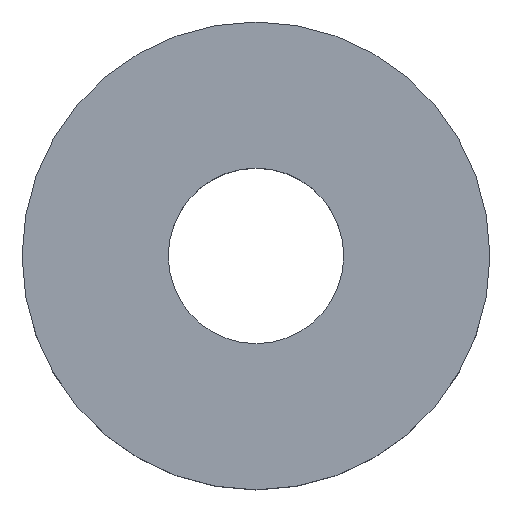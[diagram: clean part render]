
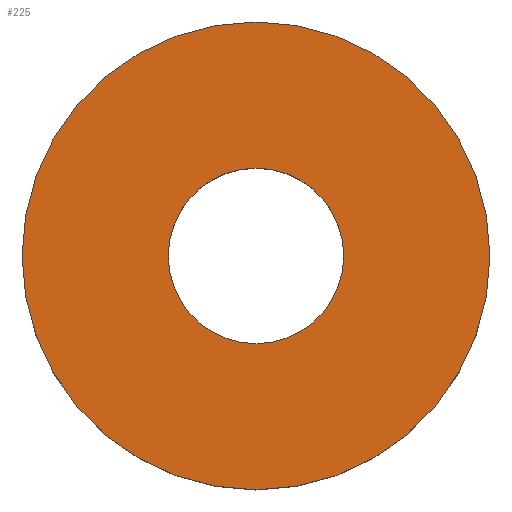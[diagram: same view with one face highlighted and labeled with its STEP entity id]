
A CAD part, top view. The second image highlights one B-rep face of the part: STEP entity #225.
In plain terms, the highlighted planar face has unit normal (0, 0, 1).
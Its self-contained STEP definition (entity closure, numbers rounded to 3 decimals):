
#6 = AXIS2_PLACEMENT_3D ( 'NONE', #67, #86, #102 ) ;
#20 = AXIS2_PLACEMENT_3D ( 'NONE', #238, #195, #101 ) ;
#25 = EDGE_LOOP ( 'NONE', ( #208, #193 ) ) ;
#37 = VERTEX_POINT ( 'NONE', #88 ) ;
#45 = DIRECTION ( 'NONE',  ( 0., 0., 1. ) ) ;
#47 = DIRECTION ( 'NONE',  ( 1., 0., 0. ) ) ;
#54 = EDGE_CURVE ( 'NONE', #37, #120, #233, .T. ) ;
#67 = CARTESIAN_POINT ( 'NONE',  ( 0., 0., 3.5 ) ) ;
#74 = AXIS2_PLACEMENT_3D ( 'NONE', #240, #45, #47 ) ;
#82 = EDGE_LOOP ( 'NONE', ( #230, #172 ) ) ;
#86 = DIRECTION ( 'NONE',  ( 0., 0., 1. ) ) ;
#88 = CARTESIAN_POINT ( 'NONE',  ( -3., 0., 3.5 ) ) ;
#90 = CIRCLE ( 'NONE', #229, 8. ) ;
#93 = DIRECTION ( 'NONE',  ( 1., 0., 0. ) ) ;
#101 = DIRECTION ( 'NONE',  ( 1., 0., 0. ) ) ;
#102 = DIRECTION ( 'NONE',  ( 1., 0., 0. ) ) ;
#105 = CARTESIAN_POINT ( 'NONE',  ( 3., 0., 3.5 ) ) ;
#107 = PLANE ( 'NONE',  #194 ) ;
#108 = FACE_BOUND ( 'NONE', #82, .T. ) ;
#109 = DIRECTION ( 'NONE',  ( 0., 0., 1. ) ) ;
#112 = EDGE_CURVE ( 'NONE', #174, #235, #115, .T. ) ;
#115 = CIRCLE ( 'NONE', #6, 8. ) ;
#120 = VERTEX_POINT ( 'NONE', #105 ) ;
#126 = FACE_OUTER_BOUND ( 'NONE', #25, .T. ) ;
#150 = CARTESIAN_POINT ( 'NONE',  ( 0., 0., 3.5 ) ) ;
#160 = CARTESIAN_POINT ( 'NONE',  ( 0., 0., 3.5 ) ) ;
#172 = ORIENTED_EDGE ( 'NONE', *, *, #196, .F. ) ;
#174 = VERTEX_POINT ( 'NONE', #218 ) ;
#193 = ORIENTED_EDGE ( 'NONE', *, *, #112, .T. ) ;
#194 = AXIS2_PLACEMENT_3D ( 'NONE', #160, #222, #93 ) ;
#195 = DIRECTION ( 'NONE',  ( 0., 0., 1. ) ) ;
#196 = EDGE_CURVE ( 'NONE', #120, #37, #207, .T. ) ;
#207 = CIRCLE ( 'NONE', #74, 3. ) ;
#208 = ORIENTED_EDGE ( 'NONE', *, *, #243, .T. ) ;
#218 = CARTESIAN_POINT ( 'NONE',  ( 8., 0., 3.5 ) ) ;
#222 = DIRECTION ( 'NONE',  ( 0., 0., 1. ) ) ;
#225 = ADVANCED_FACE ( 'NONE', ( #108, #126 ), #107, .T. ) ;
#226 = DIRECTION ( 'NONE',  ( 1., 0., 0. ) ) ;
#229 = AXIS2_PLACEMENT_3D ( 'NONE', #150, #109, #226 ) ;
#230 = ORIENTED_EDGE ( 'NONE', *, *, #54, .F. ) ;
#233 = CIRCLE ( 'NONE', #20, 3. ) ;
#235 = VERTEX_POINT ( 'NONE', #244 ) ;
#238 = CARTESIAN_POINT ( 'NONE',  ( 0., 0., 3.5 ) ) ;
#240 = CARTESIAN_POINT ( 'NONE',  ( 0., 0., 3.5 ) ) ;
#243 = EDGE_CURVE ( 'NONE', #235, #174, #90, .T. ) ;
#244 = CARTESIAN_POINT ( 'NONE',  ( -8., 0., 3.5 ) ) ;
